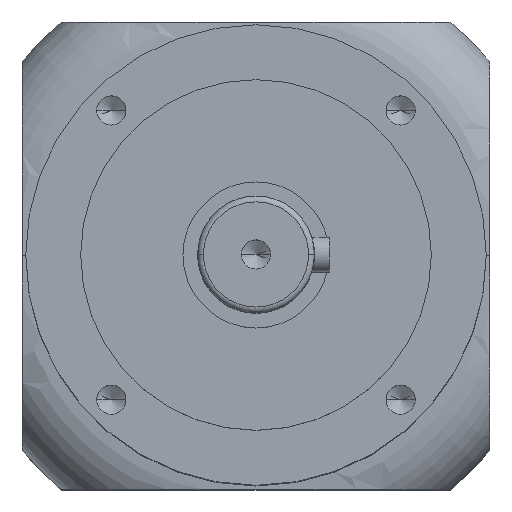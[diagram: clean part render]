
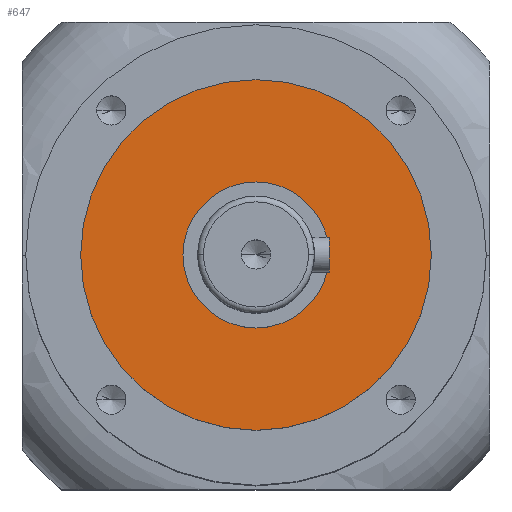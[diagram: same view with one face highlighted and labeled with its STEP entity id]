
A CAD part, top view. The second image highlights one B-rep face of the part: STEP entity #647.
In plain terms, the highlighted planar face has unit normal (0, 0, 1).
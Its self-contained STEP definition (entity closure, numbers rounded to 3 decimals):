
#189 = ORIENTED_EDGE ( 'NONE', *, *, #6406, .F. ) ;
#221 = CARTESIAN_POINT ( 'NONE',  ( 0., 0., -50. ) ) ;
#260 = AXIS2_PLACEMENT_3D ( 'NONE', #3454, #2294, #479 ) ;
#265 = EDGE_LOOP ( 'NONE', ( #5877, #5627 ) ) ;
#331 = VERTEX_POINT ( 'NONE', #5151 ) ;
#479 = DIRECTION ( 'NONE',  ( -1., 0., 0. ) ) ;
#499 = ORIENTED_EDGE ( 'NONE', *, *, #3459, .F. ) ;
#647 = ADVANCED_FACE ( 'NONE', ( #2099, #2256 ), #2469, .F. ) ;
#725 = CARTESIAN_POINT ( 'NONE',  ( 0., 0., -50. ) ) ;
#739 = DIRECTION ( 'NONE',  ( 1., 0., 0. ) ) ;
#1214 = DIRECTION ( 'NONE',  ( 1., 0., 0. ) ) ;
#1449 = EDGE_CURVE ( 'NONE', #5815, #4418, #4301, .T. ) ;
#2025 = DIRECTION ( 'NONE',  ( 0., 0., 1. ) ) ;
#2069 = CIRCLE ( 'NONE', #3559, 30. ) ;
#2099 = FACE_BOUND ( 'NONE', #2200, .T. ) ;
#2200 = EDGE_LOOP ( 'NONE', ( #499, #189 ) ) ;
#2256 = FACE_OUTER_BOUND ( 'NONE', #265, .T. ) ;
#2294 = DIRECTION ( 'NONE',  ( 0., 0., -1. ) ) ;
#2469 = PLANE ( 'NONE',  #260 ) ;
#2512 = CARTESIAN_POINT ( 'NONE',  ( 0., 0., -50. ) ) ;
#2657 = VERTEX_POINT ( 'NONE', #2844 ) ;
#2672 = CARTESIAN_POINT ( 'NONE',  ( 30., 0., -50. ) ) ;
#2844 = CARTESIAN_POINT ( 'NONE',  ( 12.5, 0., -50. ) ) ;
#2867 = CARTESIAN_POINT ( 'NONE',  ( -30., 0., -50. ) ) ;
#3006 = DIRECTION ( 'NONE',  ( 1., 0., 0. ) ) ;
#3345 = AXIS2_PLACEMENT_3D ( 'NONE', #725, #4221, #1214 ) ;
#3454 = CARTESIAN_POINT ( 'NONE',  ( 0., 30., -50. ) ) ;
#3459 = EDGE_CURVE ( 'NONE', #2657, #331, #5645, .T. ) ;
#3516 = AXIS2_PLACEMENT_3D ( 'NONE', #2512, #6043, #3006 ) ;
#3559 = AXIS2_PLACEMENT_3D ( 'NONE', #5049, #2025, #5543 ) ;
#3724 = DIRECTION ( 'NONE',  ( 0., 0., 1. ) ) ;
#4221 = DIRECTION ( 'NONE',  ( 0., 0., 1. ) ) ;
#4301 = CIRCLE ( 'NONE', #3516, 30. ) ;
#4418 = VERTEX_POINT ( 'NONE', #2672 ) ;
#5049 = CARTESIAN_POINT ( 'NONE',  ( 0., 0., -50. ) ) ;
#5151 = CARTESIAN_POINT ( 'NONE',  ( -12.5, 0., -50. ) ) ;
#5325 = AXIS2_PLACEMENT_3D ( 'NONE', #221, #3724, #739 ) ;
#5543 = DIRECTION ( 'NONE',  ( 1., 0., 0. ) ) ;
#5627 = ORIENTED_EDGE ( 'NONE', *, *, #1449, .T. ) ;
#5645 = CIRCLE ( 'NONE', #3345, 12.5 ) ;
#5815 = VERTEX_POINT ( 'NONE', #2867 ) ;
#5877 = ORIENTED_EDGE ( 'NONE', *, *, #5934, .T. ) ;
#5934 = EDGE_CURVE ( 'NONE', #4418, #5815, #2069, .T. ) ;
#6043 = DIRECTION ( 'NONE',  ( 0., 0., 1. ) ) ;
#6406 = EDGE_CURVE ( 'NONE', #331, #2657, #6459, .T. ) ;
#6459 = CIRCLE ( 'NONE', #5325, 12.5 ) ;
